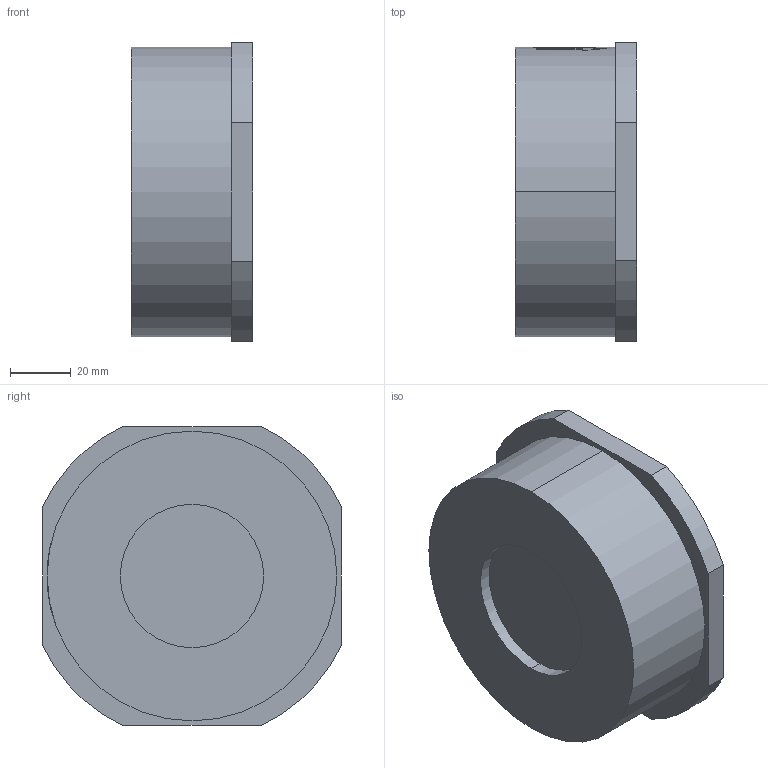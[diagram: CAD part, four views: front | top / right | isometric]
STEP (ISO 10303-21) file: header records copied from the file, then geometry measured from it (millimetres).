
FILE_DESCRIPTION (( 'STEP AP214' ), '1' );
FILE_NAME ('930-050.STEP', '2012-06-26T09:01:30', ( 'rals' ), ( 'Hewlett-Packard Company' ), 'SwSTEP 2.0', 'SolidWorks 2011', '' );
FILE_SCHEMA (( 'AUTOMOTIVE_DESIGN' ));
Length unit declared in the file: millimetre
Products named in the file (1): 930-050
Bounding box: 40 x 98 x 98 mm (x, y, z)
Volume: 281268.3 mm3; surface area: 30156.2 mm2
Topology: 1 solids, 1 shells, 97 faces, 255 edges, 170 vertices
Faces by surface type: bspline 44, plane 36, cylinder 17
Entity records: 9848 total; most frequent: CARTESIAN_POINT 7792, ORIENTED_EDGE 510, DIRECTION 262, EDGE_CURVE 255, VERTEX_POINT 170, B_SPLINE_CURVE_WITH_KNOTS 151, EDGE_LOOP 107, AXIS2_PLACEMENT_3D 104
